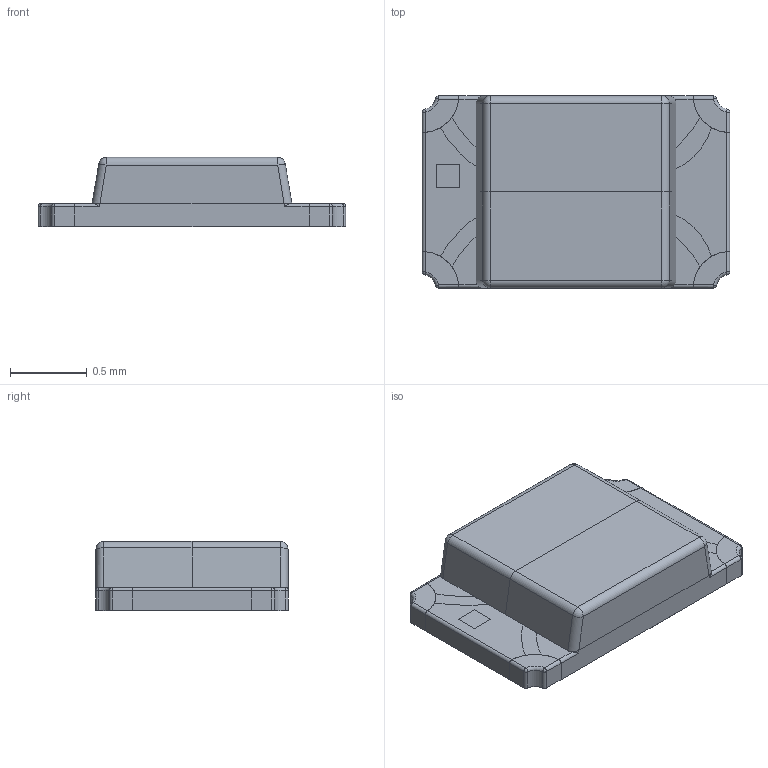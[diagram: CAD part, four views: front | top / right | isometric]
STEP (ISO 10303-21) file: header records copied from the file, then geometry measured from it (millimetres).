
FILE_DESCRIPTION (( 'STEP AP214' ), '1' );
FILE_NAME ('APHBM2012QBDSURKC.STEP', '2022-10-17T15:02:07', ( '' ), ( '' ), 'SwSTEP 2.0', 'SolidWorks 2022', '' );
FILE_SCHEMA (( 'AUTOMOTIVE_DESIGN' ));
Length unit declared in the file: millimetre
Products named in the file (4): Red; APHBM2012QBDSURKC; Blue
Assembly tree (3 placements, depth 2):
  APHBM2012QBDSURKC
    APHBM2012QBDSURKC
    Red
    Blue
Bounding box: 2 x 1.25 x 0.45 mm (x, y, z)
Volume: 0.8 mm3; surface area: 15.4 mm2
Topology: 17 solids, 17 shells, 215 faces, 516 edges, 324 vertices
Faces by surface type: plane 127, cylinder 56, bspline 16, sphere 12, torus 4
Entity records: 8346 total; most frequent: CARTESIAN_POINT 1717, ORIENTED_EDGE 1008, DIRECTION 962, EDGE_CURVE 504, VECTOR 336, LINE 336, VERTEX_POINT 324, AXIS2_PLACEMENT_3D 313
